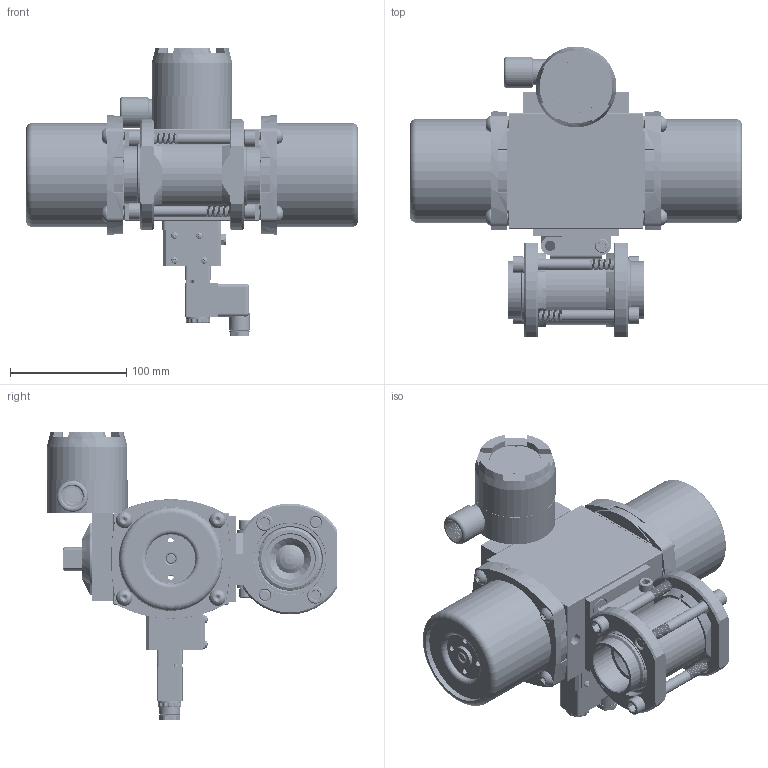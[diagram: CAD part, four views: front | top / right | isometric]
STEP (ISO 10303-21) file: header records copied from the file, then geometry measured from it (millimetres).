
FILE_DESCRIPTION (( 'STEP AP203' ), '1' );
FILE_NAME ('21XXSWSA522SR3GPDSLS.step', '2018-06-04T15:43:13', ( '' ), ( '' ), 'SwSTEP 2.0', 'SolidWorks 2017', '' );
FILE_SCHEMA (( 'CONFIG_CONTROL_DESIGN' ));
Products named in the file (1): 21XXSWSA522SR3GPDSLS
Bounding box: 285.09 x 249.71 x 247.52 mm (x, y, z)
Volume: 1574524.9 mm3; surface area: 625627.9 mm2
Topology: 75 solids, 75 shells, 6414 faces, 16513 edges, 10335 vertices
Faces by surface type: cylinder 2767, cone 2101, plane 1172, torus 244, bspline 100, sphere 30
Entity records: 233126 total; most frequent: CARTESIAN_POINT 76166, DIRECTION 34858, ORIENTED_EDGE 32734, EDGE_CURVE 16367, AXIS2_PLACEMENT_3D 14100, VERTEX_POINT 10331, CIRCLE 7785, EDGE_LOOP 6930
